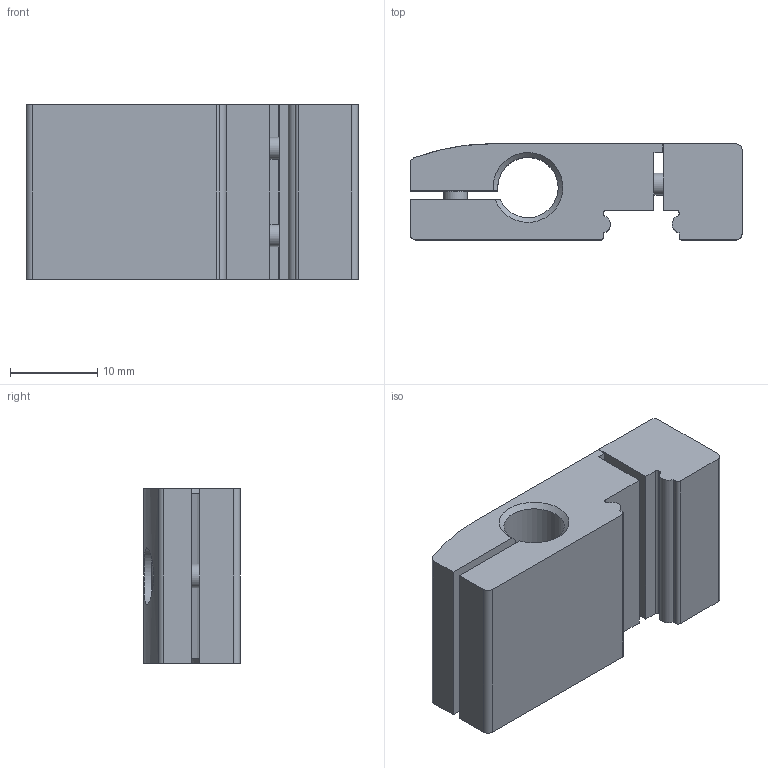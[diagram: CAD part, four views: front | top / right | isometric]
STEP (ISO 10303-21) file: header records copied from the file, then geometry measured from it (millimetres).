
FILE_DESCRIPTION(/* description */ ('STEP AP214'),/* implementation_level */ '2;1');
FILE_NAME(/* name */ '557583_KYE-50',/* time_stamp */ '2024-08-29T19:24:44+02:00',/* author */ ('License CC BY-ND 4.0'),/* organization */ ('CADENAS'),/* preprocessor_version */ 'ST-DEVELOPER v19.3',/* originating_system */ 'PARTsolutions',/* authorisation */ ' ');
FILE_SCHEMA (('AUTOMOTIVE_DESIGN {1 0 10303 214 3 1 1}'));
Length unit declared in the file: millimetre
Products named in the file (1): 557583 KYE-50
Bounding box: 38 x 11 x 20 mm (x, y, z)
Volume: 6400.8 mm3; surface area: 4368.9 mm2
Topology: 1 solids, 1 shells, 78 faces, 199 edges, 132 vertices
Faces by surface type: plane 50, cylinder 23, torus 3, cone 2
Full cylindrical faces by diameter (mm): 2.5 x2, 2.7 x1, 5.5 x1, 6.5 x1, 7 x2, 8 x2
Entity records: 2322 total; most frequent: CARTESIAN_POINT 420, DIRECTION 385, ORIENTED_EDGE 368, EDGE_CURVE 184, VERTEX_POINT 129, AXIS2_PLACEMENT_3D 129, LINE 127, VECTOR 127
